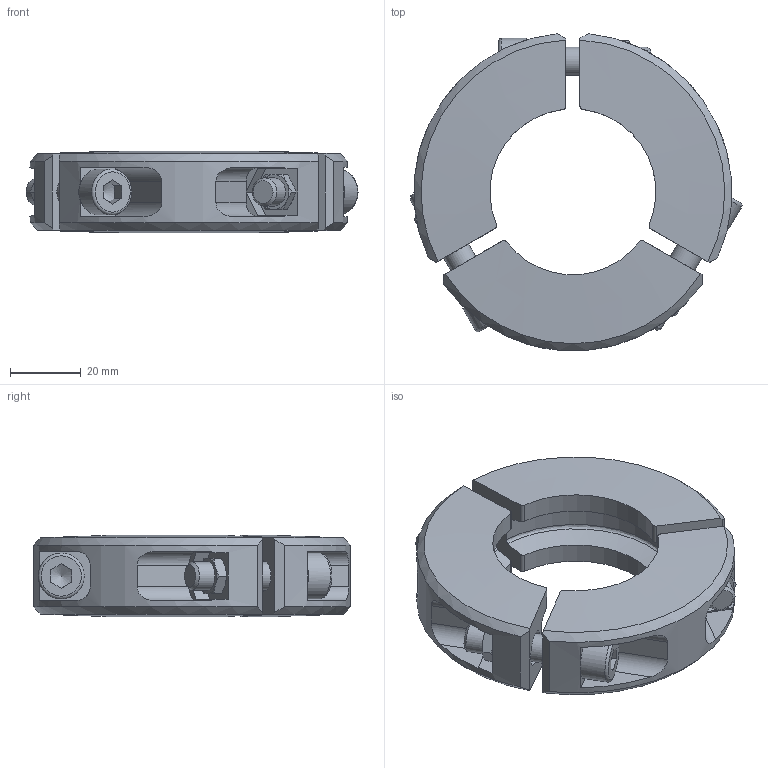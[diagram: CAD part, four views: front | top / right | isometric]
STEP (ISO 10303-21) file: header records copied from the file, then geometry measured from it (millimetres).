
FILE_DESCRIPTION (( 'STEP AP214' ), '1' );
FILE_NAME ('FULLVAC C31KF40.STEP', '2019-03-26T15:11:08', ( '' ), ( '' ), 'SwSTEP 2.0', 'SolidWorks 2017', '' );
FILE_SCHEMA (( 'AUTOMOTIVE_DESIGN' ));
Length unit declared in the file: millimetre
Products named in the file (1): FULLVAC C31KF40
Bounding box: 94 x 89.63 x 23 mm (x, y, z)
Surface area: 29457.3 mm2 (no closed solid volume)
Topology: 0 solids, 2 shells, 248 faces, 626 edges, 403 vertices
Faces by surface type: plane 109, cone 73, cylinder 57, bspline 6, torus 3
Full cylindrical faces by diameter (mm): 8 x12, 8.5 x3, 10 x3, 13 x3
Entity records: 7704 total; most frequent: CARTESIAN_POINT 2304, ORIENTED_EDGE 1115, DIRECTION 1011, EDGE_CURVE 571, AXIS2_PLACEMENT_3D 405, VERTEX_POINT 386, EDGE_LOOP 311, FACE_OUTER_BOUND 272
